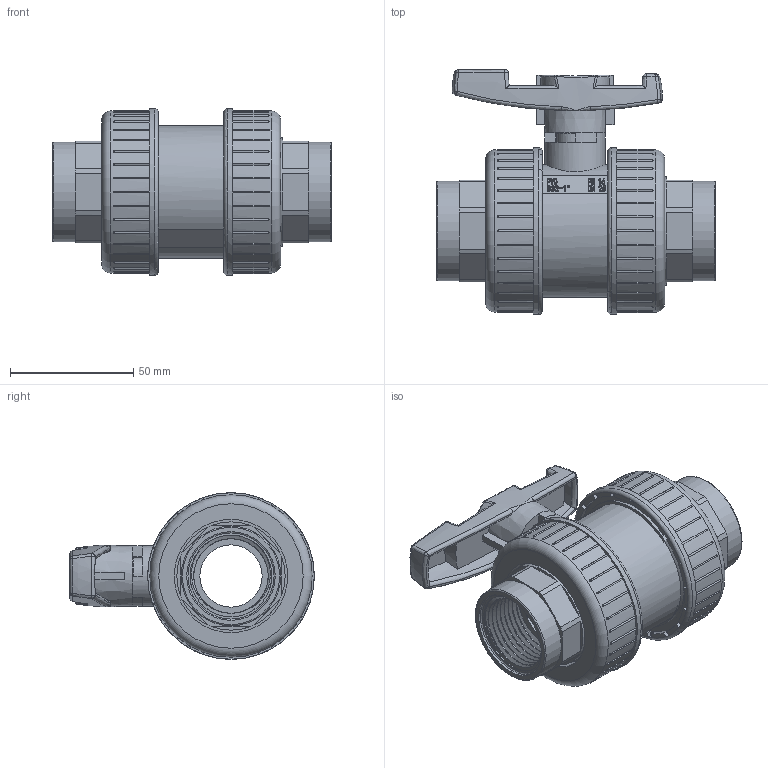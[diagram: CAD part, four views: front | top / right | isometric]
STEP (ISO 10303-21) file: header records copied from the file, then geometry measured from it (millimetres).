
FILE_DESCRIPTION(/* description */ (''),/* implementation_level */ '2;1');
FILE_NAME(/* name */ '32双由令球阀(内螺）.stp',/* time_stamp */ '2024-11-12T13:52:28+08:00',/* author */ (''),/* organization */ (''),/* preprocessor_version */ 'ST-DEVELOPER v16',/* originating_system */ 'SIEMENS PLM Software NX 10.0',/* authorisation */ '');
FILE_SCHEMA (('AUTOMOTIVE_DESIGN { 1 0 10303 214 3 1 1 1 }'));
Products named in the file (1): gelv0FB4C17Ct9ky
Bounding box: 113.36 x 99.36 x 67.68 mm (x, y, z)
Volume: 206121.3 mm3; surface area: 109880.8 mm2
Topology: 16 solids, 16 shells, 1101 faces, 3070 edges, 1984 vertices
Faces by surface type: plane 537, cylinder 225, extrusion 119, sphere 85, bspline 70, torus 58, cone 7
Full cylindrical faces by diameter (mm): 1.721 x1, 2.295 x1, 12.24 x4, 15.12 x3, 15.84 x1, 16.56 x2, 18 x1, 24.578 x1, 25.3 x2, 27.36 x1, 28.08 x2, 28.8 x2, 32.544 x3, 33.12 x1, 33.249 x16, 33.84 x3, 36 x2, 36.432 x3, 36.72 x1, 39.96 x1, 40.421 x3, 40.5 x2, 42.768 x3, 44 x2, 44.28 x1, 46.08 x2, 46.8 x1, 47.52 x2, 47.808 x1, 52 x2
Entity records: 48565 total; most frequent: CARTESIAN_POINT 23028, ORIENTED_EDGE 5448, DIRECTION 4743, EDGE_CURVE 2724, VERTEX_POINT 1843, AXIS2_PLACEMENT_3D 1679, VECTOR 1385, EDGE_LOOP 1287
